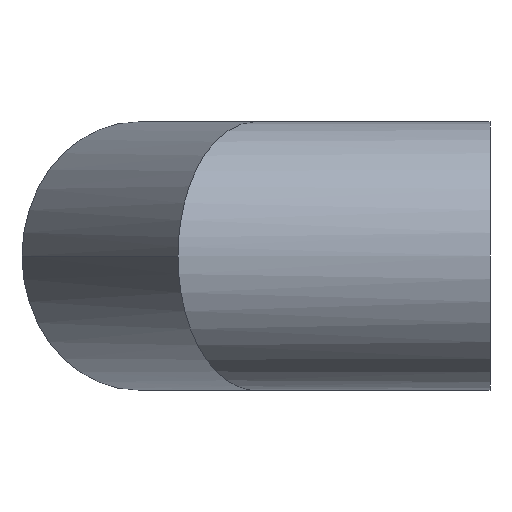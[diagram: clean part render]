
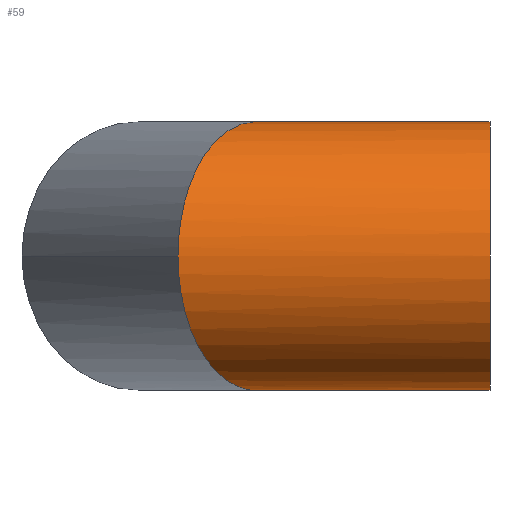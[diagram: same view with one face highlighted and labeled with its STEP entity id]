
A CAD part, left-side view. The second image highlights one B-rep face of the part: STEP entity #59.
In plain terms, the highlighted cylindrical face has radius 200 mm (diameter 400 mm), a partial arc.
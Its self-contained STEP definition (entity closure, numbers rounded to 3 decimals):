
#22 =( BOUNDED_CURVE ( )  B_SPLINE_CURVE ( 3, ( #344, #166, #282, #384 ),
 .UNSPECIFIED., .F., .T. ) 
 B_SPLINE_CURVE_WITH_KNOTS ( ( 4, 4 ),
 ( 0., 1.571 ),
 .UNSPECIFIED. ) 
 CURVE ( )  GEOMETRIC_REPRESENTATION_ITEM ( )  RATIONAL_B_SPLINE_CURVE ( ( 1., 0.805, 0.805, 1. ) ) 
 REPRESENTATION_ITEM ( '' )  );
#35 = VERTEX_POINT ( 'NONE', #70 ) ;
#39 = EDGE_CURVE ( 'NONE', #71, #35, #170, .T. ) ;
#47 = DIRECTION ( 'NONE',  ( 0., 1., 0. ) ) ;
#58 = CARTESIAN_POINT ( 'NONE',  ( 0., 350., 200. ) ) ;
#59 = ADVANCED_FACE ( 'NONE', ( #243 ), #72, .T. ) ;
#70 = CARTESIAN_POINT ( 'NONE',  ( 0., 350., -200. ) ) ;
#71 = VERTEX_POINT ( 'NONE', #174 ) ;
#72 = CYLINDRICAL_SURFACE ( 'NONE', #248, 200. ) ;
#74 = VECTOR ( 'NONE', #94, 1000. ) ;
#83 = DIRECTION ( 'NONE',  ( 0., 1., 0. ) ) ;
#88 = DIRECTION ( 'NONE',  ( 0., 1., 0. ) ) ;
#90 = ORIENTED_EDGE ( 'NONE', *, *, #270, .T. ) ;
#91 = DIRECTION ( 'NONE',  ( 0., 0., 1. ) ) ;
#94 = DIRECTION ( 'NONE',  ( 0., 1., 0. ) ) ;
#106 = CIRCLE ( 'NONE', #150, 200. ) ;
#108 = LINE ( 'NONE', #224, #289 ) ;
#122 = CARTESIAN_POINT ( 'NONE',  ( 0., 0., -200. ) ) ;
#135 = VERTEX_POINT ( 'NONE', #253 ) ;
#139 = CARTESIAN_POINT ( 'NONE',  ( 0., 350., 200. ) ) ;
#140 = CARTESIAN_POINT ( 'NONE',  ( -200., 465.47, 0. ) ) ;
#144 = ORIENTED_EDGE ( 'NONE', *, *, #324, .T. ) ;
#150 = AXIS2_PLACEMENT_3D ( 'NONE', #169, #88, #91 ) ;
#166 = CARTESIAN_POINT ( 'NONE',  ( -200., 465.47, -117.157 ) ) ;
#169 = CARTESIAN_POINT ( 'NONE',  ( 0., 0., 0. ) ) ;
#170 = LINE ( 'NONE', #122, #74 ) ;
#173 = CARTESIAN_POINT ( 'NONE',  ( -117.157, 417.641, 200. ) ) ;
#174 = CARTESIAN_POINT ( 'NONE',  ( 0., 0., -200. ) ) ;
#186 = CARTESIAN_POINT ( 'NONE',  ( 0., 0., 0. ) ) ;
#211 = VERTEX_POINT ( 'NONE', #275 ) ;
#214 = ORIENTED_EDGE ( 'NONE', *, *, #39, .F. ) ;
#223 =( BOUNDED_CURVE ( )  B_SPLINE_CURVE ( 3, ( #58, #173, #225, #140 ),
 .UNSPECIFIED., .F., .T. ) 
 B_SPLINE_CURVE_WITH_KNOTS ( ( 4, 4 ),
 ( 4.712, 6.283 ),
 .UNSPECIFIED. ) 
 CURVE ( )  GEOMETRIC_REPRESENTATION_ITEM ( )  RATIONAL_B_SPLINE_CURVE ( ( 1., 0.805, 0.805, 1. ) ) 
 REPRESENTATION_ITEM ( '' )  );
#224 = CARTESIAN_POINT ( 'NONE',  ( 0., 0., 200. ) ) ;
#225 = CARTESIAN_POINT ( 'NONE',  ( -200., 465.47, 117.157 ) ) ;
#243 = FACE_OUTER_BOUND ( 'NONE', #343, .T. ) ;
#248 = AXIS2_PLACEMENT_3D ( 'NONE', #186, #47, #307 ) ;
#253 = CARTESIAN_POINT ( 'NONE',  ( 0., 0., 200. ) ) ;
#259 = EDGE_CURVE ( 'NONE', #135, #315, #108, .T. ) ;
#270 = EDGE_CURVE ( 'NONE', #211, #35, #22, .T. ) ;
#275 = CARTESIAN_POINT ( 'NONE',  ( -200., 465.47, 0. ) ) ;
#282 = CARTESIAN_POINT ( 'NONE',  ( -117.157, 417.641, -200. ) ) ;
#289 = VECTOR ( 'NONE', #83, 1000. ) ;
#307 = DIRECTION ( 'NONE',  ( 0., 0., 1. ) ) ;
#313 = ORIENTED_EDGE ( 'NONE', *, *, #337, .T. ) ;
#315 = VERTEX_POINT ( 'NONE', #139 ) ;
#324 = EDGE_CURVE ( 'NONE', #315, #211, #223, .T. ) ;
#337 = EDGE_CURVE ( 'NONE', #71, #135, #106, .T. ) ;
#343 = EDGE_LOOP ( 'NONE', ( #214, #313, #377, #144, #90 ) ) ;
#344 = CARTESIAN_POINT ( 'NONE',  ( -200., 465.47, 0. ) ) ;
#377 = ORIENTED_EDGE ( 'NONE', *, *, #259, .T. ) ;
#384 = CARTESIAN_POINT ( 'NONE',  ( 0., 350., -200. ) ) ;
